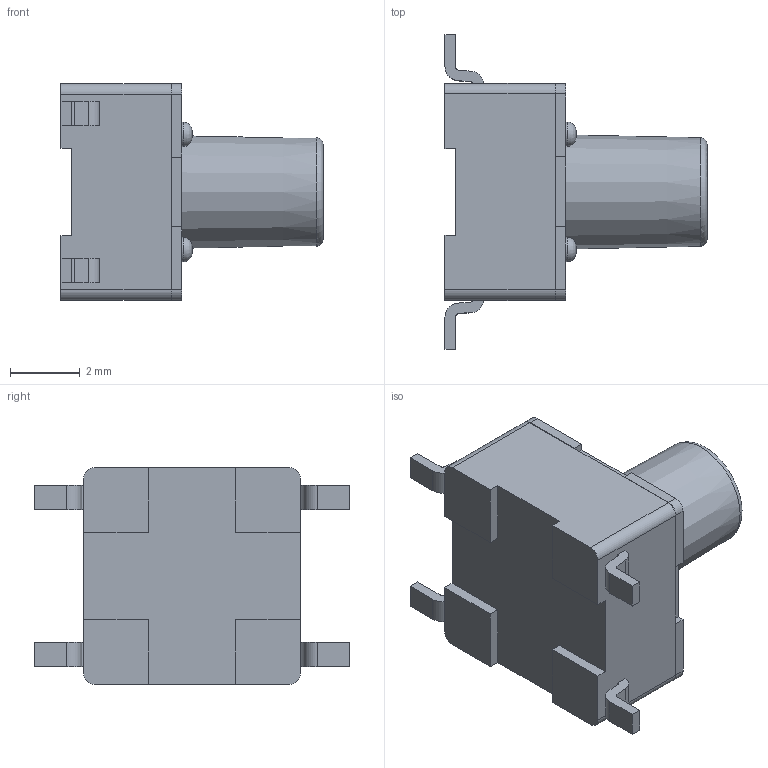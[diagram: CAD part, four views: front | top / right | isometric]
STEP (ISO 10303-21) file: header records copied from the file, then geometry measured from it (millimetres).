
FILE_DESCRIPTION(/* description */ (''),/* implementation_level */ '2;1');
FILE_NAME(/* name */ 'TS-1102S-B-H-B.step',/* time_stamp */ '2021-10-17T02:21:10+02:00',/* author */ (''),/* organization */ (''),/* preprocessor_version */ 'ST-DEVELOPER v18.1',/* originating_system */ 'Autodesk Translation Framework v10.10.0.1391',/* authorisation */ '');
FILE_SCHEMA (('AUTOMOTIVE_DESIGN { 1 0 10303 214 3 1 1 }'));
Length unit declared in the file: millimetre
Products named in the file (1): TS-1102S-B-H-B
Bounding box: 7.5 x 9 x 6.2 mm (x, y, z)
Volume: 175 mm3; surface area: 269.5 mm2
Topology: 6 solids, 6 shells, 116 faces, 294 edges, 196 vertices
Faces by surface type: plane 82, cylinder 28, bspline 4, cone 1, torus 1
Full cylindrical faces by diameter (mm): 0.7 x4
Entity records: 3762 total; most frequent: CARTESIAN_POINT 783, DIRECTION 593, ORIENTED_EDGE 588, EDGE_CURVE 294, LINE 221, VECTOR 221, VERTEX_POINT 196, AXIS2_PLACEMENT_3D 186
